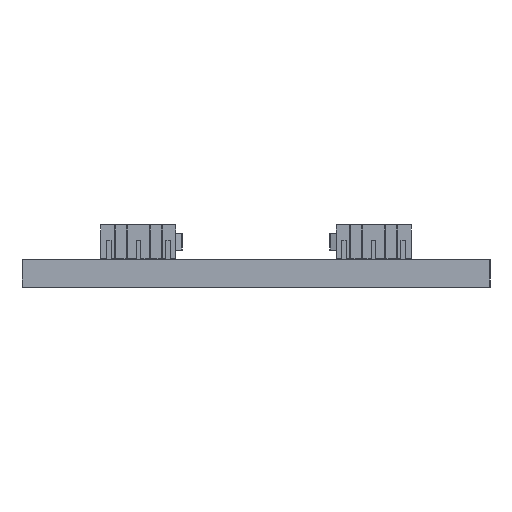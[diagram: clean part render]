
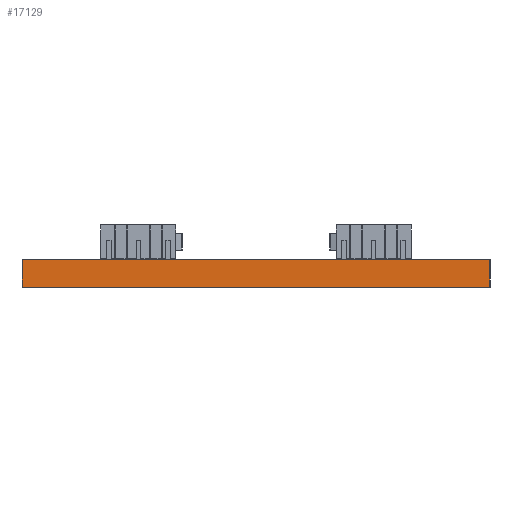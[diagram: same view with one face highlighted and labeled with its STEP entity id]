
A CAD part, left-side view. The second image highlights one B-rep face of the part: STEP entity #17129.
In plain terms, the highlighted planar face has unit normal (-1, 0, 0).
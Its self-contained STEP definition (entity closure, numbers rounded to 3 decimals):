
#7945 = PLANE('',#7946);
#7946 = AXIS2_PLACEMENT_3D('',#7947,#7948,#7949);
#7947 = CARTESIAN_POINT('',(167.299,-100.007,4.69));
#7948 = DIRECTION('',(0.,0.,1.));
#7949 = DIRECTION('',(1.,0.,-0.));
#7973 = PLANE('',#7974);
#7974 = AXIS2_PLACEMENT_3D('',#7975,#7976,#7977);
#7975 = CARTESIAN_POINT('',(180.,-60.,0.));
#7976 = DIRECTION('',(0.,-1.,0.));
#7977 = DIRECTION('',(-1.,0.,0.));
#7999 = PLANE('',#8000);
#8000 = AXIS2_PLACEMENT_3D('',#8001,#8002,#8003);
#8001 = CARTESIAN_POINT('',(167.299,-100.007,0.));
#8002 = DIRECTION('',(0.,0.,1.));
#8003 = DIRECTION('',(1.,0.,-0.));
#8094 = VERTEX_POINT('',#8095);
#8095 = CARTESIAN_POINT('',(120.,-60.,4.69));
#8116 = EDGE_CURVE('',#8117,#8094,#8119,.T.);
#8117 = VERTEX_POINT('',#8118);
#8118 = CARTESIAN_POINT('',(120.,-60.,0.));
#8119 = SURFACE_CURVE('',#8120,(#8124,#8131),.PCURVE_S1.);
#8120 = LINE('',#8121,#8122);
#8121 = CARTESIAN_POINT('',(120.,-60.,0.));
#8122 = VECTOR('',#8123,1.);
#8123 = DIRECTION('',(0.,0.,1.));
#8124 = PCURVE('',#7973,#8125);
#8125 = DEFINITIONAL_REPRESENTATION('',(#8126),#8130);
#8126 = LINE('',#8127,#8128);
#8127 = CARTESIAN_POINT('',(60.,0.));
#8128 = VECTOR('',#8129,1.);
#8129 = DIRECTION('',(0.,-1.));
#8130 = ( GEOMETRIC_REPRESENTATION_CONTEXT(2) 
PARAMETRIC_REPRESENTATION_CONTEXT() REPRESENTATION_CONTEXT('2D SPACE',''
  ) );
#8131 = PCURVE('',#8132,#8137);
#8132 = PLANE('',#8133);
#8133 = AXIS2_PLACEMENT_3D('',#8134,#8135,#8136);
#8134 = CARTESIAN_POINT('',(120.,-60.,0.));
#8135 = DIRECTION('',(1.,0.,-0.));
#8136 = DIRECTION('',(0.,-1.,0.));
#8137 = DEFINITIONAL_REPRESENTATION('',(#8138),#8142);
#8138 = LINE('',#8139,#8140);
#8139 = CARTESIAN_POINT('',(0.,0.));
#8140 = VECTOR('',#8141,1.);
#8141 = DIRECTION('',(0.,-1.));
#8142 = ( GEOMETRIC_REPRESENTATION_CONTEXT(2) 
PARAMETRIC_REPRESENTATION_CONTEXT() REPRESENTATION_CONTEXT('2D SPACE',''
  ) );
#8170 = EDGE_CURVE('',#8117,#8171,#8173,.T.);
#8171 = VERTEX_POINT('',#8172);
#8172 = CARTESIAN_POINT('',(120.,-140.,0.));
#8173 = SURFACE_CURVE('',#8174,(#8178,#8185),.PCURVE_S1.);
#8174 = LINE('',#8175,#8176);
#8175 = CARTESIAN_POINT('',(120.,-60.,0.));
#8176 = VECTOR('',#8177,1.);
#8177 = DIRECTION('',(0.,-1.,0.));
#8178 = PCURVE('',#7999,#8179);
#8179 = DEFINITIONAL_REPRESENTATION('',(#8180),#8184);
#8180 = LINE('',#8181,#8182);
#8181 = CARTESIAN_POINT('',(-47.299,40.007));
#8182 = VECTOR('',#8183,1.);
#8183 = DIRECTION('',(0.,-1.));
#8184 = ( GEOMETRIC_REPRESENTATION_CONTEXT(2) 
PARAMETRIC_REPRESENTATION_CONTEXT() REPRESENTATION_CONTEXT('2D SPACE',''
  ) );
#8185 = PCURVE('',#8132,#8186);
#8186 = DEFINITIONAL_REPRESENTATION('',(#8187),#8191);
#8187 = LINE('',#8188,#8189);
#8188 = CARTESIAN_POINT('',(0.,0.));
#8189 = VECTOR('',#8190,1.);
#8190 = DIRECTION('',(1.,0.));
#8191 = ( GEOMETRIC_REPRESENTATION_CONTEXT(2) 
PARAMETRIC_REPRESENTATION_CONTEXT() REPRESENTATION_CONTEXT('2D SPACE',''
  ) );
#8209 = PLANE('',#8210);
#8210 = AXIS2_PLACEMENT_3D('',#8211,#8212,#8213);
#8211 = CARTESIAN_POINT('',(120.,-140.,0.));
#8212 = DIRECTION('',(0.,1.,0.));
#8213 = DIRECTION('',(1.,0.,0.));
#13029 = EDGE_CURVE('',#8094,#13030,#13032,.T.);
#13030 = VERTEX_POINT('',#13031);
#13031 = CARTESIAN_POINT('',(120.,-140.,4.69));
#13032 = SURFACE_CURVE('',#13033,(#13037,#13044),.PCURVE_S1.);
#13033 = LINE('',#13034,#13035);
#13034 = CARTESIAN_POINT('',(120.,-60.,4.69));
#13035 = VECTOR('',#13036,1.);
#13036 = DIRECTION('',(0.,-1.,0.));
#13037 = PCURVE('',#7945,#13038);
#13038 = DEFINITIONAL_REPRESENTATION('',(#13039),#13043);
#13039 = LINE('',#13040,#13041);
#13040 = CARTESIAN_POINT('',(-47.299,40.007));
#13041 = VECTOR('',#13042,1.);
#13042 = DIRECTION('',(0.,-1.));
#13043 = ( GEOMETRIC_REPRESENTATION_CONTEXT(2) 
PARAMETRIC_REPRESENTATION_CONTEXT() REPRESENTATION_CONTEXT('2D SPACE',''
  ) );
#13044 = PCURVE('',#8132,#13045);
#13045 = DEFINITIONAL_REPRESENTATION('',(#13046),#13050);
#13046 = LINE('',#13047,#13048);
#13047 = CARTESIAN_POINT('',(0.,-4.69));
#13048 = VECTOR('',#13049,1.);
#13049 = DIRECTION('',(1.,0.));
#13050 = ( GEOMETRIC_REPRESENTATION_CONTEXT(2) 
PARAMETRIC_REPRESENTATION_CONTEXT() REPRESENTATION_CONTEXT('2D SPACE',''
  ) );
#17129 = ADVANCED_FACE('',(#17130),#8132,.F.);
#17130 = FACE_BOUND('',#17131,.F.);
#17131 = EDGE_LOOP('',(#17132,#17133,#17134,#17155));
#17132 = ORIENTED_EDGE('',*,*,#8116,.T.);
#17133 = ORIENTED_EDGE('',*,*,#13029,.T.);
#17134 = ORIENTED_EDGE('',*,*,#17135,.F.);
#17135 = EDGE_CURVE('',#8171,#13030,#17136,.T.);
#17136 = SURFACE_CURVE('',#17137,(#17141,#17148),.PCURVE_S1.);
#17137 = LINE('',#17138,#17139);
#17138 = CARTESIAN_POINT('',(120.,-140.,0.));
#17139 = VECTOR('',#17140,1.);
#17140 = DIRECTION('',(0.,0.,1.));
#17141 = PCURVE('',#8132,#17142);
#17142 = DEFINITIONAL_REPRESENTATION('',(#17143),#17147);
#17143 = LINE('',#17144,#17145);
#17144 = CARTESIAN_POINT('',(80.,0.));
#17145 = VECTOR('',#17146,1.);
#17146 = DIRECTION('',(0.,-1.));
#17147 = ( GEOMETRIC_REPRESENTATION_CONTEXT(2) 
PARAMETRIC_REPRESENTATION_CONTEXT() REPRESENTATION_CONTEXT('2D SPACE',''
  ) );
#17148 = PCURVE('',#8209,#17149);
#17149 = DEFINITIONAL_REPRESENTATION('',(#17150),#17154);
#17150 = LINE('',#17151,#17152);
#17151 = CARTESIAN_POINT('',(0.,0.));
#17152 = VECTOR('',#17153,1.);
#17153 = DIRECTION('',(0.,-1.));
#17154 = ( GEOMETRIC_REPRESENTATION_CONTEXT(2) 
PARAMETRIC_REPRESENTATION_CONTEXT() REPRESENTATION_CONTEXT('2D SPACE',''
  ) );
#17155 = ORIENTED_EDGE('',*,*,#8170,.F.);
